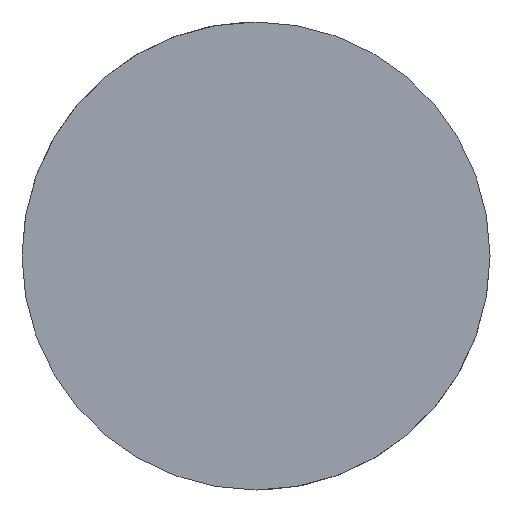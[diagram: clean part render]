
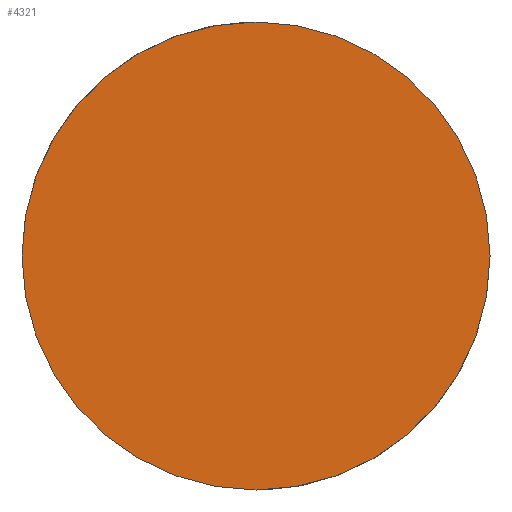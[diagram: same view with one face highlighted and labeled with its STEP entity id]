
A CAD part, front view. The second image highlights one B-rep face of the part: STEP entity #4321.
In plain terms, the highlighted planar face has unit normal (0, -1, 0).
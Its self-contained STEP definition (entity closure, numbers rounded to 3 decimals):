
#4272 = VERTEX_POINT('',#4273);
#4273 = CARTESIAN_POINT('',(0.,0.,4400.));
#4283 = VERTEX_POINT('',#4284);
#4284 = CARTESIAN_POINT('',(0.,0.,-4400.));
#4290 = EDGE_CURVE('',#4283,#4272,#4291,.T.);
#4291 = CIRCLE('',#4292,4400.);
#4292 = AXIS2_PLACEMENT_3D('',#4293,#4294,#4295);
#4293 = CARTESIAN_POINT('',(0.,0.,0.));
#4294 = DIRECTION('',(0.,1.,0.));
#4295 = DIRECTION('',(0.,0.,1.));
#4307 = EDGE_CURVE('',#4272,#4283,#4308,.T.);
#4308 = CIRCLE('',#4309,4400.);
#4309 = AXIS2_PLACEMENT_3D('',#4310,#4311,#4312);
#4310 = CARTESIAN_POINT('',(0.,0.,0.));
#4311 = DIRECTION('',(0.,1.,0.));
#4312 = DIRECTION('',(0.,0.,1.));
#4321 = ADVANCED_FACE('',(#4322),#4326,.F.);
#4322 = FACE_BOUND('',#4323,.T.);
#4323 = EDGE_LOOP('',(#4324,#4325));
#4324 = ORIENTED_EDGE('',*,*,#4290,.F.);
#4325 = ORIENTED_EDGE('',*,*,#4307,.F.);
#4326 = PLANE('',#4327);
#4327 = AXIS2_PLACEMENT_3D('',#4328,#4329,#4330);
#4328 = CARTESIAN_POINT('',(0.,0.,0.));
#4329 = DIRECTION('',(0.,1.,0.));
#4330 = DIRECTION('',(0.,0.,1.));
